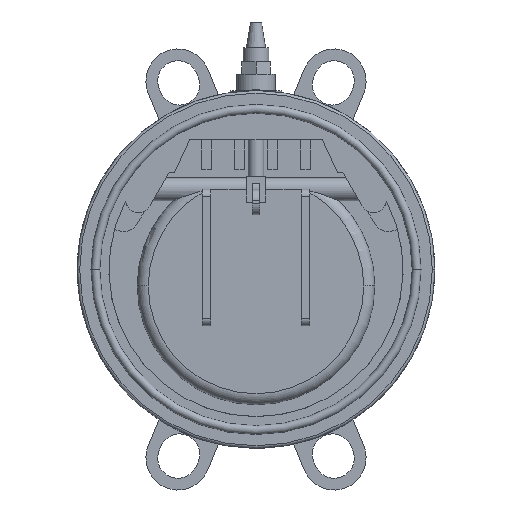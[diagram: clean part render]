
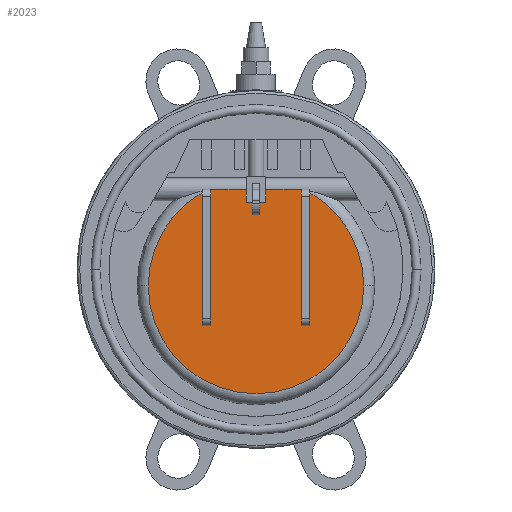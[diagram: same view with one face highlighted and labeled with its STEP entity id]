
A CAD part, front view. The second image highlights one B-rep face of the part: STEP entity #2023.
In plain terms, the highlighted planar face has unit normal (0, -1, 0).
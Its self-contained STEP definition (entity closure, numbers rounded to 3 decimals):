
#2023=ADVANCED_FACE('',(#4142),#4143,.T.);
#4142=FACE_OUTER_BOUND('',#6277,.T.);
#4143=PLANE('',#6278);
#6277=EDGE_LOOP('',(#12426,#12427,#12428,#12429,#12430,#12431,#12432,#12433,#12434,#12435,#12436,#12437,#12438,#12439));
#6278=AXIS2_PLACEMENT_3D('',#12440,#12441,#12442);
#12426=ORIENTED_EDGE('',*,*,#15074,.T.);
#12427=ORIENTED_EDGE('',*,*,#15075,.T.);
#12428=ORIENTED_EDGE('',*,*,#15030,.T.);
#12429=ORIENTED_EDGE('',*,*,#15047,.T.);
#12430=ORIENTED_EDGE('',*,*,#15076,.T.);
#12431=ORIENTED_EDGE('',*,*,#15077,.T.);
#12432=ORIENTED_EDGE('',*,*,#12734,.T.);
#12433=ORIENTED_EDGE('',*,*,#12730,.T.);
#12434=ORIENTED_EDGE('',*,*,#15070,.T.);
#12435=ORIENTED_EDGE('',*,*,#15027,.T.);
#12436=ORIENTED_EDGE('',*,*,#15023,.T.);
#12437=ORIENTED_EDGE('',*,*,#15078,.T.);
#12438=ORIENTED_EDGE('',*,*,#15079,.T.);
#12439=ORIENTED_EDGE('',*,*,#15059,.T.);
#12440=CARTESIAN_POINT('',(0.0,-25.828,-9.788));
#12441=DIRECTION('',(0.0,-1.0,0.0));
#12442=DIRECTION('',(1.0,0.0,0.0));
#12730=EDGE_CURVE('',#15239,#15243,#15245,.T.);
#12734=EDGE_CURVE('',#15247,#15239,#15250,.T.);
#15023=EDGE_CURVE('',#18648,#18649,#18650,.T.);
#15027=EDGE_CURVE('',#18654,#18648,#18655,.T.);
#15030=EDGE_CURVE('',#18658,#18659,#18660,.T.);
#15047=EDGE_CURVE('',#18659,#18685,#18686,.T.);
#15059=EDGE_CURVE('',#18699,#18700,#18701,.T.);
#15070=EDGE_CURVE('',#15243,#18654,#18715,.T.);
#15074=EDGE_CURVE('',#18700,#18719,#18720,.T.);
#15075=EDGE_CURVE('',#18719,#18658,#18721,.T.);
#15076=EDGE_CURVE('',#18685,#18722,#18723,.T.);
#15077=EDGE_CURVE('',#18722,#15247,#18724,.T.);
#15078=EDGE_CURVE('',#18649,#18725,#18726,.T.);
#15079=EDGE_CURVE('',#18725,#18699,#18727,.T.);
#15239=VERTEX_POINT('',#19061);
#15243=VERTEX_POINT('',#19080);
#15245=CIRCLE('',#19123,63.909);
#15247=VERTEX_POINT('',#19125);
#15250=CIRCLE('',#19128,63.909);
#18648=VERTEX_POINT('',#31562);
#18649=VERTEX_POINT('',#31563);
#18650=LINE('',#31564,#31565);
#18654=VERTEX_POINT('',#31571);
#18655=LINE('',#31572,#31573);
#18658=VERTEX_POINT('',#31577);
#18659=VERTEX_POINT('',#31578);
#18660=LINE('',#31579,#31580);
#18685=VERTEX_POINT('',#31613);
#18686=LINE('',#31614,#31615);
#18699=VERTEX_POINT('',#31684);
#18700=VERTEX_POINT('',#31685);
#18701=LINE('',#31686,#31687);
#18715=LINE('',#31705,#31706);
#18719=VERTEX_POINT('',#31711);
#18720=LINE('',#31712,#31713);
#18721=LINE('',#31714,#31715);
#18722=VERTEX_POINT('',#31716);
#18723=LINE('',#31717,#31718);
#18724=CIRCLE('',#31719,63.909);
#18725=VERTEX_POINT('',#31720);
#18726=LINE('',#31721,#31722);
#18727=LINE('',#31723,#31724);
#19061=CARTESIAN_POINT('',(63.909,-25.828,-9.788));
#19080=CARTESIAN_POINT('',(31.972,-25.828,45.549));
#19123=AXIS2_PLACEMENT_3D('',#32016,#32017,#32018);
#19125=CARTESIAN_POINT('',(-63.909,-25.828,-9.788));
#19128=AXIS2_PLACEMENT_3D('',#32025,#32026,#32027);
#31562=CARTESIAN_POINT('',(26.754,-25.828,-33.406));
#31563=CARTESIAN_POINT('',(26.754,-25.828,47.51));
#31564=CARTESIAN_POINT('',(26.754,-25.828,-1.368));
#31565=VECTOR('',#34051,1.0);
#31571=CARTESIAN_POINT('',(31.972,-25.828,-33.406));
#31572=CARTESIAN_POINT('',(13.377,-25.828,-33.406));
#31573=VECTOR('',#34054,1.0);
#31577=CARTESIAN_POINT('',(-26.754,-25.828,47.51));
#31578=CARTESIAN_POINT('',(-26.754,-25.828,-33.406));
#31579=CARTESIAN_POINT('',(-26.754,-25.828,-1.368));
#31580=VECTOR('',#34056,1.0);
#31613=CARTESIAN_POINT('',(-31.972,-25.828,-33.406));
#31614=CARTESIAN_POINT('',(-15.986,-25.828,-33.406));
#31615=VECTOR('',#34077,1.0);
#31684=CARTESIAN_POINT('',(2.283,-25.828,32.367));
#31685=CARTESIAN_POINT('',(-2.283,-25.828,32.367));
#31686=CARTESIAN_POINT('',(-1.142,-25.828,32.367));
#31687=VECTOR('',#34089,1.0);
#31705=CARTESIAN_POINT('',(31.972,-25.828,-1.368));
#31706=VECTOR('',#34103,1.0);
#31711=CARTESIAN_POINT('',(-2.283,-25.828,47.51));
#31712=CARTESIAN_POINT('',(-2.283,-25.828,15.075));
#31713=VECTOR('',#34105,1.0);
#31714=CARTESIAN_POINT('',(0.0,-25.828,47.51));
#31715=VECTOR('',#34106,1.0);
#31716=CARTESIAN_POINT('',(-31.972,-25.828,45.549));
#31717=CARTESIAN_POINT('',(-31.972,-25.828,-1.368));
#31718=VECTOR('',#34107,1.0);
#31719=AXIS2_PLACEMENT_3D('',#34108,#34109,#34110);
#31720=CARTESIAN_POINT('',(2.283,-25.828,47.51));
#31721=CARTESIAN_POINT('',(0.0,-25.828,47.51));
#31722=VECTOR('',#34111,1.0);
#31723=CARTESIAN_POINT('',(2.283,-25.828,15.075));
#31724=VECTOR('',#34112,1.0);
#32016=CARTESIAN_POINT('',(0.0,-25.828,-9.788));
#32017=DIRECTION('',(0.0,-1.0,0.0));
#32018=DIRECTION('',(1.0,0.0,0.0));
#32025=CARTESIAN_POINT('',(0.0,-25.828,-9.788));
#32026=DIRECTION('',(0.0,-1.0,0.0));
#32027=DIRECTION('',(1.0,0.0,0.0));
#34051=DIRECTION('',(-0.0,0.0,1.0));
#34054=DIRECTION('',(-1.0,-0.0,-0.0));
#34056=DIRECTION('',(0.0,0.0,-1.0));
#34077=DIRECTION('',(-1.0,-0.0,-0.0));
#34089=DIRECTION('',(-1.0,-0.0,-0.0));
#34103=DIRECTION('',(0.0,0.0,-1.0));
#34105=DIRECTION('',(-0.0,0.0,1.0));
#34106=DIRECTION('',(-1.0,0.0,0.0));
#34107=DIRECTION('',(-0.0,0.0,1.0));
#34108=CARTESIAN_POINT('',(0.0,-25.828,-9.788));
#34109=DIRECTION('',(0.0,-1.0,0.0));
#34110=DIRECTION('',(1.0,0.0,0.0));
#34111=DIRECTION('',(-1.0,0.0,0.0));
#34112=DIRECTION('',(0.0,0.0,-1.0));
